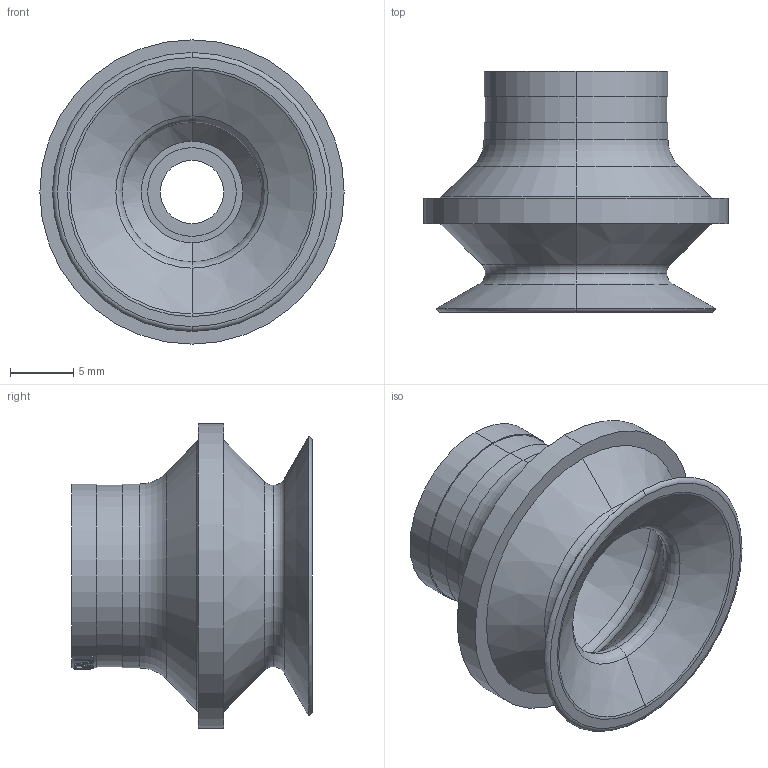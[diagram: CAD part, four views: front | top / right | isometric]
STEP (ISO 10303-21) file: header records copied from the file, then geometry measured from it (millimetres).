
FILE_DESCRIPTION(('STEP AP214'),'1');
FILE_NAME('COVAL_VSAB20NBR.stp','2017-12-27T18:40:00',('TraceParts'),('TraceParts S.A.'),'Spatial InterOp 3D',' ',' ');
FILE_SCHEMA(('automotive_design'));
Length unit declared in the file: millimetre
Products named in the file (1): COVAL_VSAB20NBR
Bounding box: 24 x 19 x 24 mm (x, y, z)
Volume: 2013.1 mm3; surface area: 2918.8 mm2
Topology: 1 solids, 2 shells, 115 faces, 263 edges, 162 vertices
Faces by surface type: bspline 29, torus 26, cylinder 26, plane 22, cone 12
Entity records: 7140 total; most frequent: CARTESIAN_POINT 3781, ORIENTED_EDGE 526, DIRECTION 462, EDGE_CURVE 263, AXIS2_PLACEMENT_3D 209, VERTEX_POINT 162, EDGE_LOOP 129, CIRCLE 122
